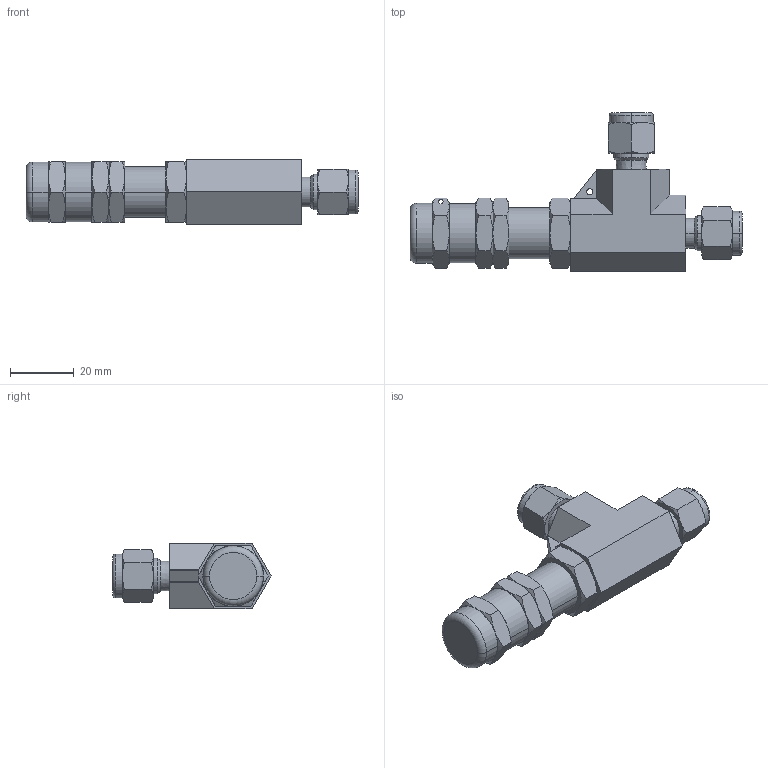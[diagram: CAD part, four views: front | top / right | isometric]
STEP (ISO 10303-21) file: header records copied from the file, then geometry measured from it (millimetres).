
FILE_DESCRIPTION(('FreeCAD Model'),'2;1');
FILE_NAME('Open CASCADE Shape Model','2025-11-13T15:40:03',('Author'),( ''),'Open CASCADE STEP processor 7.8','FreeCAD','Unknown');
FILE_SCHEMA(('AUTOMOTIVE_DESIGN { 1 0 10303 214 1 1 1 1 }'));
Length unit declared in the file: millimetre
Products named in the file (1): RVN1-2-D-4T-S/D
Bounding box: 104.14 x 49.63 x 20.6 mm (x, y, z)
Volume: 34232.5 mm3; surface area: 10762.1 mm2
Topology: 1 solids, 1 shells, 193 faces, 426 edges, 253 vertices
Faces by surface type: cone 80, plane 79, cylinder 28, torus 6
Entity records: 5782 total; most frequent: CARTESIAN_POINT 1709, ORIENTED_EDGE 852, DIRECTION 806, EDGE_CURVE 426, AXIS2_PLACEMENT_3D 334, VERTEX_POINT 253, FACE_BOUND 215, EDGE_LOOP 215
